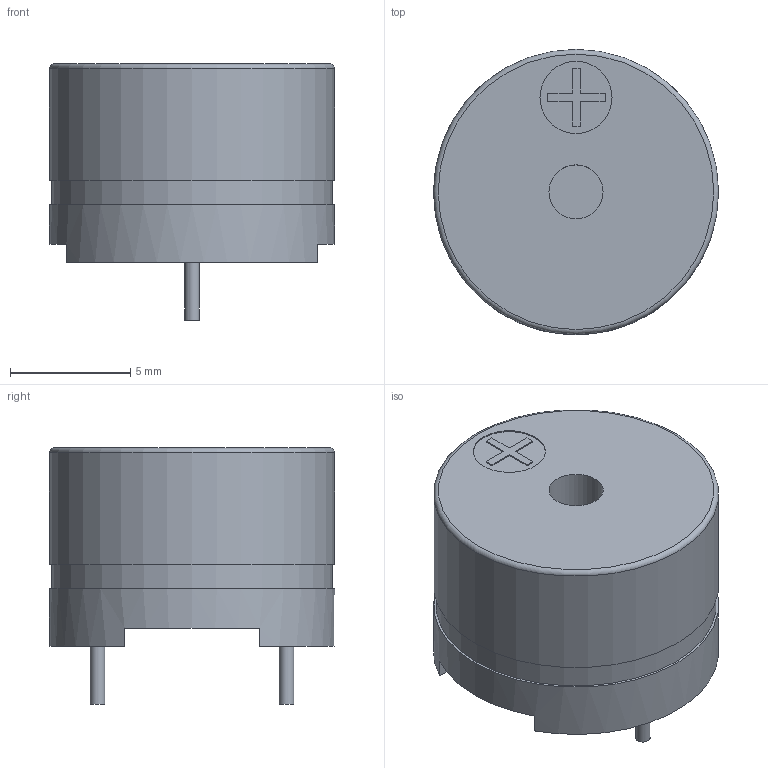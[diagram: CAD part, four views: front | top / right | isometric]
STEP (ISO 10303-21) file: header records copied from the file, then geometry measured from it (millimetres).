
FILE_DESCRIPTION(/* description */ (''),/* implementation_level */ '2;1');
FILE_NAME(/* name */ 'Buzzer_Passive.stp',/* time_stamp */ '2018-07-29T13:32:47+02:00',/* author */ ('gabri'),/* organization */ (''),/* preprocessor_version */ 'ST-DEVELOPER v17',/* originating_system */ 'Autodesk Inventor 2019',/* authorisation */ '');
FILE_SCHEMA (('AUTOMOTIVE_DESIGN { 1 0 10303 214 3 1 1 }'));
Length unit declared in the file: millimetre
Products named in the file (1): Buzzer_Active
Bounding box: 11.85 x 11.85 x 10.65 mm (x, y, z)
Volume: 812.2 mm3; surface area: 735.4 mm2
Topology: 4 solids, 4 shells, 50 faces, 112 edges, 75 vertices
Faces by surface type: plane 37, cylinder 12, torus 1
Full cylindrical faces by diameter (mm): 0.6 x2, 2.25 x1, 3 x1, 9.45 x1, 11.65 x1, 11.85 x2
Entity records: 1473 total; most frequent: DIRECTION 250, CARTESIAN_POINT 238, ORIENTED_EDGE 224, EDGE_CURVE 112, AXIS2_PLACEMENT_3D 87, LINE 76, VECTOR 76, VERTEX_POINT 75
